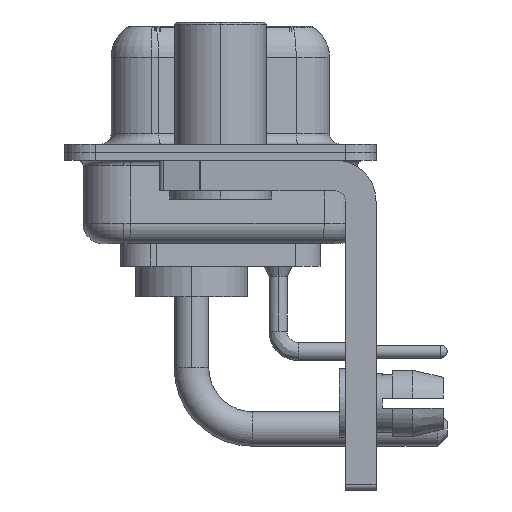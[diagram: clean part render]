
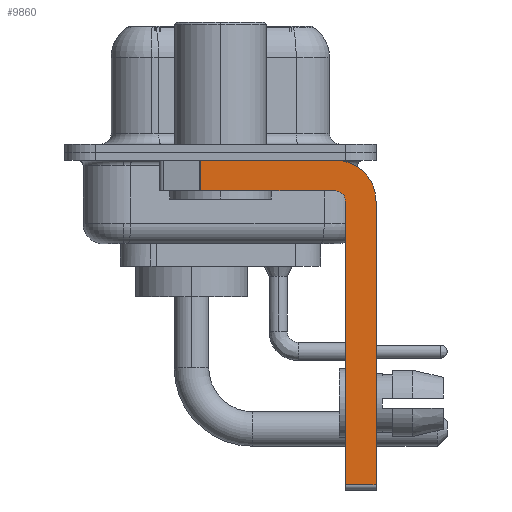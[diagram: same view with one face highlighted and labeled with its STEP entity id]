
A CAD part, left-side view. The second image highlights one B-rep face of the part: STEP entity #9860.
In plain terms, the highlighted planar face has unit normal (-1, 0, 0).
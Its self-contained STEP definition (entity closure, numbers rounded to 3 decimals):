
#1701 = DIRECTION ( 'NONE',  ( 0., 0., 1. ) ) ;
#2006 = CARTESIAN_POINT ( 'NONE',  ( -2.9, -5.65, -1.9 ) ) ;
#2137 = CIRCLE ( 'NONE', #25130, 0.5 ) ;
#2608 = ORIENTED_EDGE ( 'NONE', *, *, #16624, .T. ) ;
#2801 = CARTESIAN_POINT ( 'NONE',  ( -2.9, 0.978, -1.9 ) ) ;
#3187 = VERTEX_POINT ( 'NONE', #9810 ) ;
#3401 = VERTEX_POINT ( 'NONE', #8523 ) ;
#3516 = EDGE_CURVE ( 'NONE', #3401, #7315, #13385, .T. ) ;
#3628 = LINE ( 'NONE', #19244, #15233 ) ;
#3693 = DIRECTION ( 'NONE',  ( 0., -1., 0. ) ) ;
#4080 = LINE ( 'NONE', #19583, #15001 ) ;
#4312 = CARTESIAN_POINT ( 'NONE',  ( -2.9, -5.65, -2.4 ) ) ;
#4512 = VERTEX_POINT ( 'NONE', #21393 ) ;
#4784 = AXIS2_PLACEMENT_3D ( 'NONE', #4312, #12121, #19949 ) ;
#4920 = VERTEX_POINT ( 'NONE', #10176 ) ;
#5193 = ORIENTED_EDGE ( 'NONE', *, *, #11324, .F. ) ;
#5846 = AXIS2_PLACEMENT_3D ( 'NONE', #16728, #22392, #6617 ) ;
#6254 = ORIENTED_EDGE ( 'NONE', *, *, #14145, .F. ) ;
#6617 = DIRECTION ( 'NONE',  ( 0., 0., -1. ) ) ;
#6972 = DIRECTION ( 'NONE',  ( 0., 0., 1. ) ) ;
#7315 = VERTEX_POINT ( 'NONE', #7694 ) ;
#7694 = CARTESIAN_POINT ( 'NONE',  ( -2.9, -7.65, -16.35 ) ) ;
#8523 = CARTESIAN_POINT ( 'NONE',  ( -2.9, -7.65, -2.4 ) ) ;
#8745 = VECTOR ( 'NONE', #3693, 1000. ) ;
#9144 = CARTESIAN_POINT ( 'NONE',  ( -2.9, -7.65, -2.4 ) ) ;
#9411 = EDGE_CURVE ( 'NONE', #4512, #10863, #9981, .T. ) ;
#9810 = CARTESIAN_POINT ( 'NONE',  ( -2.9, -5.65, -0.4 ) ) ;
#9860 = ADVANCED_FACE ( 'NONE', ( #23801 ), #21877, .F. ) ;
#9880 = VECTOR ( 'NONE', #15167, 1000. ) ;
#9981 = LINE ( 'NONE', #17919, #10879 ) ;
#10062 = ORIENTED_EDGE ( 'NONE', *, *, #15400, .F. ) ;
#10176 = CARTESIAN_POINT ( 'NONE',  ( -2.9, -5.65, -1.9 ) ) ;
#10816 = DIRECTION ( 'NONE',  ( -1., 0., 0. ) ) ;
#10863 = VERTEX_POINT ( 'NONE', #2801 ) ;
#10879 = VECTOR ( 'NONE', #17792, 1000. ) ;
#11079 = EDGE_CURVE ( 'NONE', #4920, #10863, #14052, .T. ) ;
#11324 = EDGE_CURVE ( 'NONE', #3187, #3401, #13608, .T. ) ;
#12121 = DIRECTION ( 'NONE',  ( 1., 0., 0. ) ) ;
#13385 = LINE ( 'NONE', #9144, #9880 ) ;
#13474 = VECTOR ( 'NONE', #18011, 1000. ) ;
#13608 = CIRCLE ( 'NONE', #5846, 2. ) ;
#14052 = LINE ( 'NONE', #2006, #13474 ) ;
#14145 = EDGE_CURVE ( 'NONE', #21669, #21313, #3628, .T. ) ;
#14407 = CARTESIAN_POINT ( 'NONE',  ( -2.9, -5.65, -2.4 ) ) ;
#15001 = VECTOR ( 'NONE', #20093, 1000. ) ;
#15167 = DIRECTION ( 'NONE',  ( 0., 0., -1. ) ) ;
#15233 = VECTOR ( 'NONE', #1701, 1000. ) ;
#15400 = EDGE_CURVE ( 'NONE', #21313, #4920, #2137, .T. ) ;
#16180 = CARTESIAN_POINT ( 'NONE',  ( -2.9, -6.15, -2.4 ) ) ;
#16624 = EDGE_CURVE ( 'NONE', #21669, #7315, #23200, .T. ) ;
#16728 = CARTESIAN_POINT ( 'NONE',  ( -2.9, -5.65, -2.4 ) ) ;
#17255 = ORIENTED_EDGE ( 'NONE', *, *, #9411, .T. ) ;
#17792 = DIRECTION ( 'NONE',  ( 0., 0., -1. ) ) ;
#17919 = CARTESIAN_POINT ( 'NONE',  ( -2.9, 0.978, -1.9 ) ) ;
#18011 = DIRECTION ( 'NONE',  ( 0., 1., 0. ) ) ;
#18498 = ORIENTED_EDGE ( 'NONE', *, *, #11079, .F. ) ;
#19244 = CARTESIAN_POINT ( 'NONE',  ( -2.9, -6.15, -16.6 ) ) ;
#19445 = CARTESIAN_POINT ( 'NONE',  ( -2.9, -6.15, -16.35 ) ) ;
#19583 = CARTESIAN_POINT ( 'NONE',  ( -2.9, 3., -0.4 ) ) ;
#19949 = DIRECTION ( 'NONE',  ( 0., 0., -1. ) ) ;
#20093 = DIRECTION ( 'NONE',  ( 0., -1., 0. ) ) ;
#20233 = ORIENTED_EDGE ( 'NONE', *, *, #3516, .F. ) ;
#20278 = EDGE_LOOP ( 'NONE', ( #22053, #17255, #18498, #10062, #6254, #2608, #20233, #5193 ) ) ;
#20344 = EDGE_CURVE ( 'NONE', #4512, #3187, #4080, .T. ) ;
#21256 = CARTESIAN_POINT ( 'NONE',  ( -2.9, -5.65, -16.35 ) ) ;
#21313 = VERTEX_POINT ( 'NONE', #16180 ) ;
#21393 = CARTESIAN_POINT ( 'NONE',  ( -2.9, 0.978, -0.4 ) ) ;
#21669 = VERTEX_POINT ( 'NONE', #19445 ) ;
#21877 = PLANE ( 'NONE',  #4784 ) ;
#22053 = ORIENTED_EDGE ( 'NONE', *, *, #20344, .F. ) ;
#22392 = DIRECTION ( 'NONE',  ( 1., 0., 0. ) ) ;
#23200 = LINE ( 'NONE', #21256, #8745 ) ;
#23801 = FACE_OUTER_BOUND ( 'NONE', #20278, .T. ) ;
#25130 = AXIS2_PLACEMENT_3D ( 'NONE', #14407, #10816, #6972 ) ;
